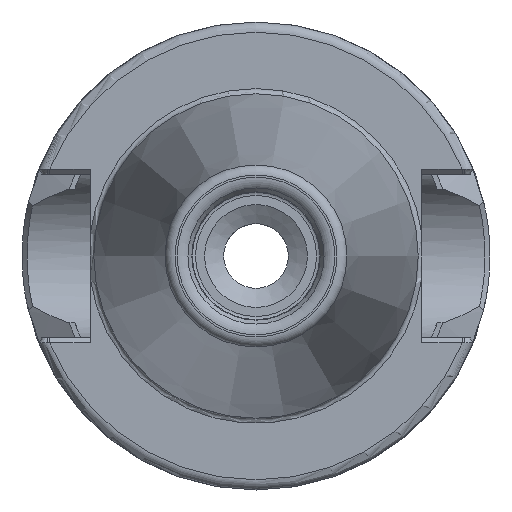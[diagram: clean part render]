
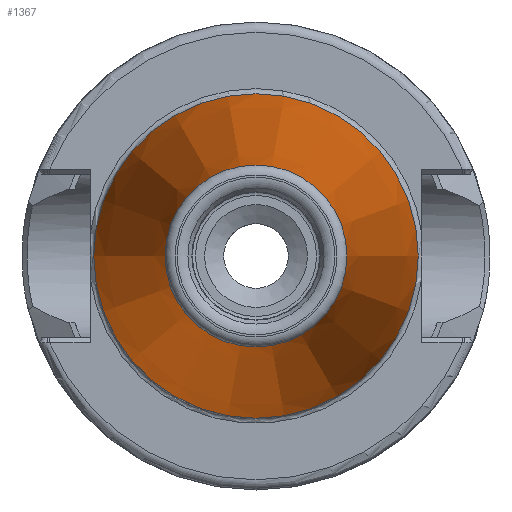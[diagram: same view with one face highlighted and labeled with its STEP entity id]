
A CAD part, left-side view. The second image highlights one B-rep face of the part: STEP entity #1367.
In plain terms, the highlighted conical face has half-angle 8.297 degrees and reference radius 12.445 mm.
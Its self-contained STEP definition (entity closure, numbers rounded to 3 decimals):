
#199=FACE_OUTER_BOUND('',#275,.T.);
#275=EDGE_LOOP('',(#1270,#1271,#1272,#1273,#1274,#1275,#1276));
#342=LINE('',#3030,#407);
#407=VECTOR('',#1919,12.445);
#499=CIRCLE('',#1537,8.941);
#500=CIRCLE('',#1538,8.941);
#501=CIRCLE('',#1539,8.941);
#503=CIRCLE('',#1542,15.948);
#504=CIRCLE('',#1543,15.948);
#648=VERTEX_POINT('',#3018);
#649=VERTEX_POINT('',#3019);
#650=VERTEX_POINT('',#3021);
#651=VERTEX_POINT('',#3026);
#652=VERTEX_POINT('',#3027);
#857=EDGE_CURVE('',#648,#649,#499,.T.);
#858=EDGE_CURVE('',#650,#648,#500,.T.);
#859=EDGE_CURVE('',#649,#650,#501,.T.);
#861=EDGE_CURVE('',#651,#652,#503,.T.);
#862=EDGE_CURVE('',#652,#651,#504,.T.);
#863=EDGE_CURVE('',#652,#650,#342,.T.);
#1270=ORIENTED_EDGE('',*,*,#861,.F.);
#1271=ORIENTED_EDGE('',*,*,#862,.F.);
#1272=ORIENTED_EDGE('',*,*,#863,.T.);
#1273=ORIENTED_EDGE('',*,*,#858,.T.);
#1274=ORIENTED_EDGE('',*,*,#857,.T.);
#1275=ORIENTED_EDGE('',*,*,#859,.T.);
#1276=ORIENTED_EDGE('',*,*,#863,.F.);
#1300=CONICAL_SURFACE('',#1541,12.445,0.145);
#1367=ADVANCED_FACE('',(#199),#1300,.T.);
#1537=AXIS2_PLACEMENT_3D('',#3020,#1905,#1906);
#1538=AXIS2_PLACEMENT_3D('',#3022,#1907,#1908);
#1539=AXIS2_PLACEMENT_3D('',#3023,#1909,#1910);
#1541=AXIS2_PLACEMENT_3D('',#3025,#1913,#1914);
#1542=AXIS2_PLACEMENT_3D('',#3028,#1915,#1916);
#1543=AXIS2_PLACEMENT_3D('',#3029,#1917,#1918);
#1905=DIRECTION('center_axis',(1.,0.,0.));
#1906=DIRECTION('ref_axis',(0.,0.,-1.));
#1907=DIRECTION('center_axis',(1.,0.,0.));
#1908=DIRECTION('ref_axis',(0.,0.,-1.));
#1909=DIRECTION('center_axis',(1.,0.,0.));
#1910=DIRECTION('ref_axis',(0.,0.,-1.));
#1913=DIRECTION('center_axis',(1.,0.,0.));
#1914=DIRECTION('ref_axis',(0.,1.,0.));
#1915=DIRECTION('center_axis',(1.,0.,0.));
#1916=DIRECTION('ref_axis',(0.,0.,-1.));
#1917=DIRECTION('center_axis',(1.,0.,0.));
#1918=DIRECTION('ref_axis',(0.,0.,-1.));
#1919=DIRECTION('',(-0.99,0.144,0.));
#3018=CARTESIAN_POINT('',(-47.944,8.941,0.));
#3019=CARTESIAN_POINT('',(-47.944,0.,8.941));
#3020=CARTESIAN_POINT('Origin',(-47.944,0.,
0.));
#3021=CARTESIAN_POINT('',(-47.944,-8.941,0.));
#3022=CARTESIAN_POINT('Origin',(-47.944,0.,
0.));
#3023=CARTESIAN_POINT('Origin',(-47.944,0.,
0.));
#3025=CARTESIAN_POINT('Origin',(-23.922,0.,
0.));
#3026=CARTESIAN_POINT('',(0.1,15.948,0.));
#3027=CARTESIAN_POINT('',(0.1,-15.948,0.));
#3028=CARTESIAN_POINT('Origin',(0.1,0.,
0.));
#3029=CARTESIAN_POINT('Origin',(0.1,0.,
0.));
#3030=CARTESIAN_POINT('',(-23.922,-12.445,0.));
